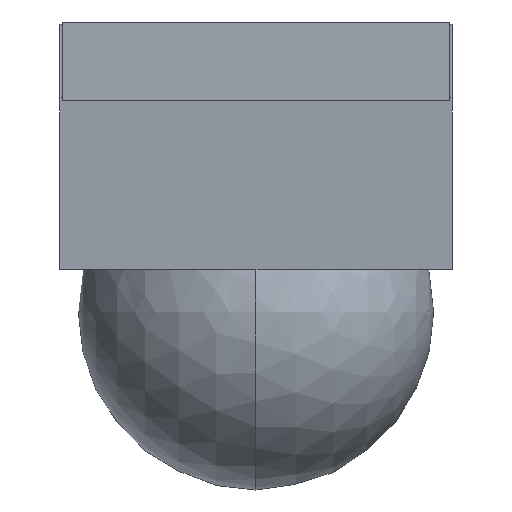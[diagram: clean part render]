
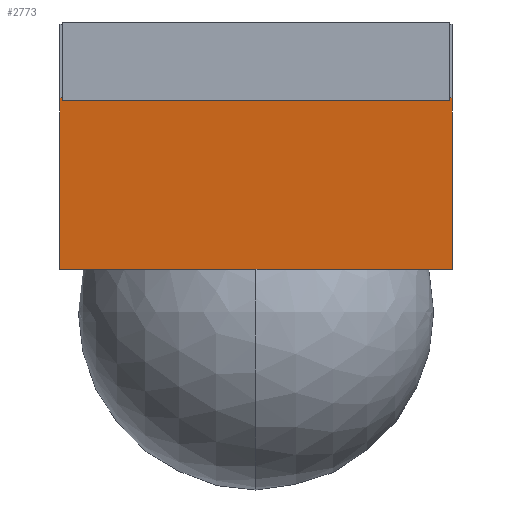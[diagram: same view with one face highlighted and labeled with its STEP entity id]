
A CAD part, left-side view. The second image highlights one B-rep face of the part: STEP entity #2773.
In plain terms, the highlighted planar face has unit normal (-0.996, 0, -0.087).
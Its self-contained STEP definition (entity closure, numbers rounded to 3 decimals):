
#107 = EDGE_CURVE ( 'NONE', #732, #7677, #9238, .T. ) ;
#732 = VERTEX_POINT ( 'NONE', #5651 ) ;
#1299 = FACE_OUTER_BOUND ( 'NONE', #5083, .T. ) ;
#1727 = CARTESIAN_POINT ( 'NONE',  ( -0.8, -0.8, 1.59 ) ) ;
#2773 = ADVANCED_FACE ( 'NONE', ( #1299 ), #13295, .F. ) ;
#2832 = CARTESIAN_POINT ( 'NONE',  ( -0.739, -0.8, 0.89 ) ) ;
#2878 = ORIENTED_EDGE ( 'NONE', *, *, #3876, .T. ) ;
#2931 = LINE ( 'NONE', #3211, #8055 ) ;
#3010 = CARTESIAN_POINT ( 'NONE',  ( -0.8, 0.8, 1.59 ) ) ;
#3066 = DIRECTION ( 'NONE',  ( 0., 1., 0. ) ) ;
#3211 = CARTESIAN_POINT ( 'NONE',  ( -0.8, 0.8, 1.59 ) ) ;
#3321 = CARTESIAN_POINT ( 'NONE',  ( -0.739, -0.8, 0.89 ) ) ;
#3876 = EDGE_CURVE ( 'NONE', #7565, #7677, #2931, .T. ) ;
#5083 = EDGE_LOOP ( 'NONE', ( #6171, #2878, #9019, #13022 ) ) ;
#5651 = CARTESIAN_POINT ( 'NONE',  ( -0.739, 0.8, 0.89 ) ) ;
#5756 = EDGE_CURVE ( 'NONE', #7565, #13201, #7566, .T. ) ;
#5807 = VECTOR ( 'NONE', #7894, 1000. ) ;
#6108 = DIRECTION ( 'NONE',  ( -0.087, 0., 0.996 ) ) ;
#6171 = ORIENTED_EDGE ( 'NONE', *, *, #5756, .F. ) ;
#7565 = VERTEX_POINT ( 'NONE', #1727 ) ;
#7566 = LINE ( 'NONE', #3321, #8625 ) ;
#7618 = CARTESIAN_POINT ( 'NONE',  ( -0.739, 0., 0.89 ) ) ;
#7677 = VERTEX_POINT ( 'NONE', #3010 ) ;
#7894 = DIRECTION ( 'NONE',  ( 0., 1., 0. ) ) ;
#8055 = VECTOR ( 'NONE', #3066, 1000. ) ;
#8625 = VECTOR ( 'NONE', #11981, 1000. ) ;
#9019 = ORIENTED_EDGE ( 'NONE', *, *, #107, .F. ) ;
#9077 = VECTOR ( 'NONE', #6108, 1000. ) ;
#9238 = LINE ( 'NONE', #12000, #9077 ) ;
#9475 = AXIS2_PLACEMENT_3D ( 'NONE', #13226, #9930, #12222 ) ;
#9930 = DIRECTION ( 'NONE',  ( 0.996, 0., 0.087 ) ) ;
#11380 = EDGE_CURVE ( 'NONE', #13201, #732, #13316, .T. ) ;
#11981 = DIRECTION ( 'NONE',  ( 0.087, 0., -0.996 ) ) ;
#12000 = CARTESIAN_POINT ( 'NONE',  ( -0.739, 0.8, 0.89 ) ) ;
#12222 = DIRECTION ( 'NONE',  ( 0., 1., 0. ) ) ;
#13022 = ORIENTED_EDGE ( 'NONE', *, *, #11380, .F. ) ;
#13201 = VERTEX_POINT ( 'NONE', #2832 ) ;
#13226 = CARTESIAN_POINT ( 'NONE',  ( -0.739, 0., 0.89 ) ) ;
#13295 = PLANE ( 'NONE',  #9475 ) ;
#13316 = LINE ( 'NONE', #7618, #5807 ) ;
